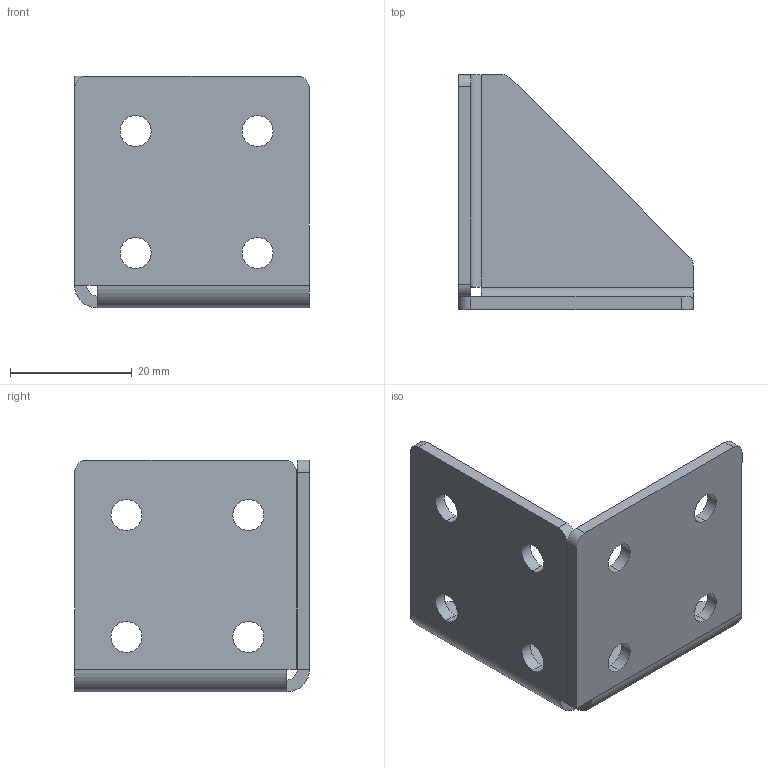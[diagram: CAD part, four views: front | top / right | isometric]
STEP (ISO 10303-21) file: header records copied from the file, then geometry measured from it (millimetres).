
FILE_DESCRIPTION (( 'STEP AP214' ), '1' );
FILE_NAME ('SNS.20.01.73 Óãîëîê 40õ40S(H39).STEP', '2015-01-13T12:32:16', ( 'XTreme.ws' ), ( 'XTreme.ws' ), 'SwSTEP 2.0', 'SolidWorks 2014', '' );
FILE_SCHEMA (( 'AUTOMOTIVE_DESIGN' ));
Length unit declared in the file: millimetre
Products named in the file (2): SNS.20.01.73 Óãîëîê 40õ40S(H39)
Bounding box: 38.5 x 38.5 x 38 mm (x, y, z)
Volume: 6886.3 mm3; surface area: 7707.6 mm2
Topology: 1 solids, 1 shells, 47 faces, 119 edges, 74 vertices
Faces by surface type: cylinder 26, plane 21
Entity records: 1498 total; most frequent: DIRECTION 269, CARTESIAN_POINT 242, ORIENTED_EDGE 238, EDGE_CURVE 119, AXIS2_PLACEMENT_3D 101, VERTEX_POINT 74, VECTOR 67, LINE 67
